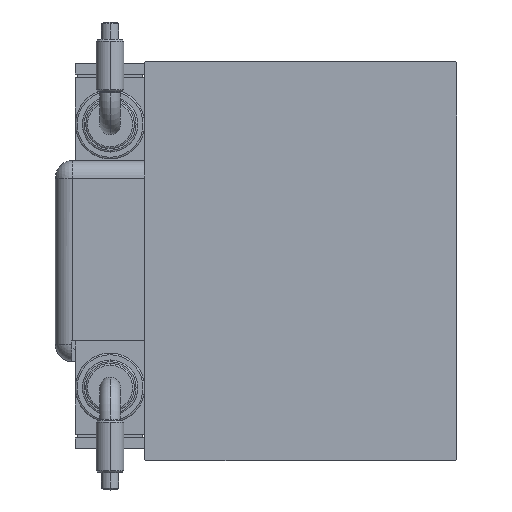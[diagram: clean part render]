
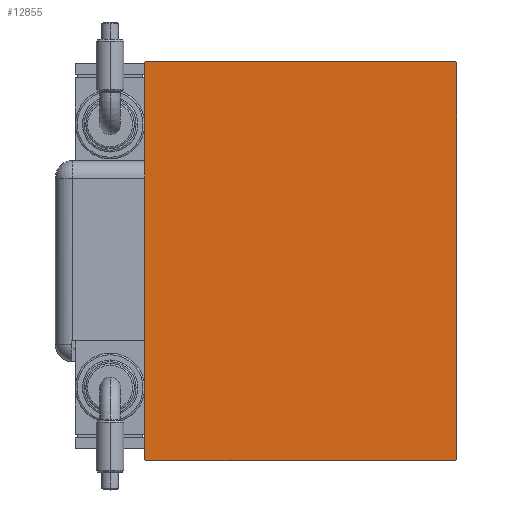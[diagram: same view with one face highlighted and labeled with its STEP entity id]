
A CAD part, left-side view. The second image highlights one B-rep face of the part: STEP entity #12855.
In plain terms, the highlighted face is planar.
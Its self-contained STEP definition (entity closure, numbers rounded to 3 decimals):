
#1320 = LINE ( 'NONE', #57659, #43738 ) ;
#1718 = CARTESIAN_POINT ( 'NONE',  ( 108., 45., 57.2 ) ) ;
#3035 = ORIENTED_EDGE ( 'NONE', *, *, #40245, .T. ) ;
#3310 = VECTOR ( 'NONE', #45613, 1000. ) ;
#10170 = ORIENTED_EDGE ( 'NONE', *, *, #47057, .T. ) ;
#10758 = VERTEX_POINT ( 'NONE', #38288 ) ;
#11188 = VECTOR ( 'NONE', #32060, 1000. ) ;
#11241 = CARTESIAN_POINT ( 'NONE',  ( 108., -45., -57.2 ) ) ;
#11799 = DIRECTION ( 'NONE',  ( 1., 0., 0. ) ) ;
#12298 = CARTESIAN_POINT ( 'NONE',  ( 108., 51.1, -51.1 ) ) ;
#12855 = ADVANCED_FACE ( 'NONE', ( #40402 ), #30369, .T. ) ;
#13188 = EDGE_LOOP ( 'NONE', ( #35329, #54420, #10170, #46523, #46264, #21919, #3035, #43428 ) ) ;
#14171 = VECTOR ( 'NONE', #28631, 1000. ) ;
#15174 = CARTESIAN_POINT ( 'NONE',  ( 108., 44.7, -57.5 ) ) ;
#15265 = VECTOR ( 'NONE', #41991, 1000. ) ;
#16239 = EDGE_CURVE ( 'NONE', #10758, #41300, #26715, .T. ) ;
#16551 = LINE ( 'NONE', #12298, #28987 ) ;
#16654 = CARTESIAN_POINT ( 'NONE',  ( 108., 0., 0. ) ) ;
#16868 = CARTESIAN_POINT ( 'NONE',  ( 108., -45., 57.5 ) ) ;
#17765 = DIRECTION ( 'NONE',  ( 0., 0., -1. ) ) ;
#18692 = EDGE_CURVE ( 'NONE', #41300, #37885, #47790, .T. ) ;
#20391 = LINE ( 'NONE', #51775, #14171 ) ;
#21297 = EDGE_CURVE ( 'NONE', #53076, #22357, #20391, .T. ) ;
#21919 = ORIENTED_EDGE ( 'NONE', *, *, #18692, .T. ) ;
#22357 = VERTEX_POINT ( 'NONE', #15174 ) ;
#23388 = CARTESIAN_POINT ( 'NONE',  ( 108., -51.1, -51.1 ) ) ;
#23570 = VERTEX_POINT ( 'NONE', #58763 ) ;
#26423 = CARTESIAN_POINT ( 'NONE',  ( 108., 45., 57.5 ) ) ;
#26715 = LINE ( 'NONE', #26423, #3310 ) ;
#27154 = CARTESIAN_POINT ( 'NONE',  ( 108., -44.7, -57.5 ) ) ;
#28631 = DIRECTION ( 'NONE',  ( 0., 1., 0. ) ) ;
#28797 = EDGE_CURVE ( 'NONE', #41257, #53076, #60276, .T. ) ;
#28987 = VECTOR ( 'NONE', #53418, 1000. ) ;
#30369 = PLANE ( 'NONE',  #44013 ) ;
#32060 = DIRECTION ( 'NONE',  ( 0., -0.707, -0.707 ) ) ;
#33900 = DIRECTION ( 'NONE',  ( 0., -0.707, 0.707 ) ) ;
#35329 = ORIENTED_EDGE ( 'NONE', *, *, #21297, .T. ) ;
#37299 = VECTOR ( 'NONE', #17765, 1000. ) ;
#37885 = VERTEX_POINT ( 'NONE', #43837 ) ;
#38288 = CARTESIAN_POINT ( 'NONE',  ( 108., 44.7, 57.5 ) ) ;
#38553 = CARTESIAN_POINT ( 'NONE',  ( 108., 45., -57.5 ) ) ;
#38668 = CARTESIAN_POINT ( 'NONE',  ( 108., -44.7, 57.5 ) ) ;
#40245 = EDGE_CURVE ( 'NONE', #37885, #41257, #59520, .T. ) ;
#40402 = FACE_OUTER_BOUND ( 'NONE', #13188, .T. ) ;
#41257 = VERTEX_POINT ( 'NONE', #11241 ) ;
#41300 = VERTEX_POINT ( 'NONE', #38668 ) ;
#41991 = DIRECTION ( 'NONE',  ( 0., 0.707, -0.707 ) ) ;
#43228 = CARTESIAN_POINT ( 'NONE',  ( 108., -51.1, 51.1 ) ) ;
#43428 = ORIENTED_EDGE ( 'NONE', *, *, #28797, .T. ) ;
#43439 = VECTOR ( 'NONE', #45132, 1000. ) ;
#43738 = VECTOR ( 'NONE', #33900, 1000. ) ;
#43837 = CARTESIAN_POINT ( 'NONE',  ( 108., -45., 57.2 ) ) ;
#44013 = AXIS2_PLACEMENT_3D ( 'NONE', #16654, #11799, #48938 ) ;
#45132 = DIRECTION ( 'NONE',  ( 0., 0., 1. ) ) ;
#45613 = DIRECTION ( 'NONE',  ( 0., -1., 0. ) ) ;
#46264 = ORIENTED_EDGE ( 'NONE', *, *, #16239, .T. ) ;
#46523 = ORIENTED_EDGE ( 'NONE', *, *, #59449, .T. ) ;
#47057 = EDGE_CURVE ( 'NONE', #23570, #47850, #48581, .T. ) ;
#47790 = LINE ( 'NONE', #43228, #11188 ) ;
#47850 = VERTEX_POINT ( 'NONE', #1718 ) ;
#48581 = LINE ( 'NONE', #38553, #43439 ) ;
#48938 = DIRECTION ( 'NONE',  ( 0., 0., -1. ) ) ;
#51775 = CARTESIAN_POINT ( 'NONE',  ( 108., -45., -57.5 ) ) ;
#53076 = VERTEX_POINT ( 'NONE', #27154 ) ;
#53418 = DIRECTION ( 'NONE',  ( 0., 0.707, 0.707 ) ) ;
#54420 = ORIENTED_EDGE ( 'NONE', *, *, #55276, .T. ) ;
#55276 = EDGE_CURVE ( 'NONE', #22357, #23570, #16551, .T. ) ;
#57659 = CARTESIAN_POINT ( 'NONE',  ( 108., 51.1, 51.1 ) ) ;
#58763 = CARTESIAN_POINT ( 'NONE',  ( 108., 45., -57.2 ) ) ;
#59449 = EDGE_CURVE ( 'NONE', #47850, #10758, #1320, .T. ) ;
#59520 = LINE ( 'NONE', #16868, #37299 ) ;
#60276 = LINE ( 'NONE', #23388, #15265 ) ;
